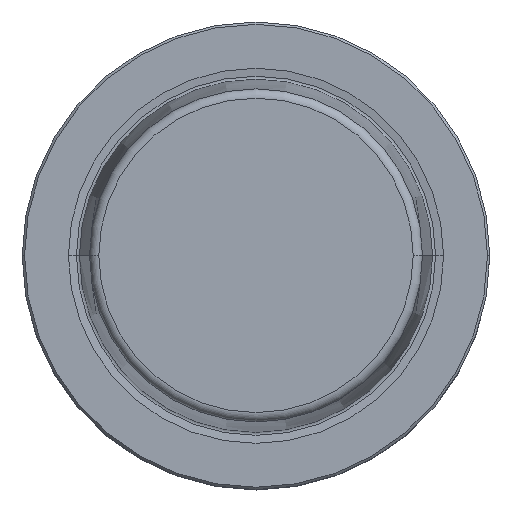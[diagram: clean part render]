
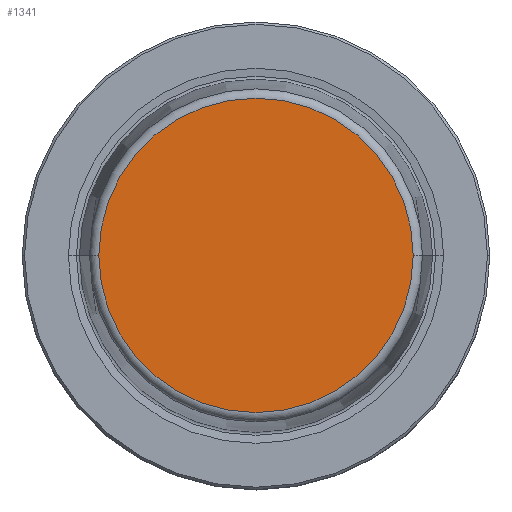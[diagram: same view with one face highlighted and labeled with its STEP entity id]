
A CAD part, top view. The second image highlights one B-rep face of the part: STEP entity #1341.
In plain terms, the highlighted planar face has unit normal (0, 0, 1).
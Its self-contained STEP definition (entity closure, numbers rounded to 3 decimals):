
#328=CARTESIAN_POINT('',(0.,0.,19.9));
#329=DIRECTION('',(0.,0.,1.));
#330=DIRECTION('',(1.,0.,0.));
#331=AXIS2_PLACEMENT_3D('',#328,#329,#330);
#336=CARTESIAN_POINT('',(0.,0.,19.9));
#337=DIRECTION('',(0.,0.,-1.));
#338=DIRECTION('',(1.,0.,0.));
#339=AXIS2_PLACEMENT_3D('',#336,#337,#338);
#946=CARTESIAN_POINT('',(13.446,0.,19.9));
#947=VERTEX_POINT('',#946);
#962=CARTESIAN_POINT('',(-13.446,0.,19.9));
#963=VERTEX_POINT('',#962);
#1332=CARTESIAN_POINT('',(0.,0.,19.9));
#1333=DIRECTION('',(0.,0.,-1.));
#1334=DIRECTION('',(-1.,0.,0.));
#1335=AXIS2_PLACEMENT_3D('',#1332,#1333,#1334);
#1336=PLANE('',#1335);
#1337=ORIENTED_EDGE('',*,*,#1325,.F.);
#1338=ORIENTED_EDGE('',*,*,#1314,.T.);
#1339=EDGE_LOOP('',(#1337,#1338));
#1340=FACE_OUTER_BOUND('',#1339,.F.);
#1341=ADVANCED_FACE('',(#1340),#1336,.F.);
#332=CIRCLE('',#331,13.446);
#340=CIRCLE('',#339,13.446);
#1314=EDGE_CURVE('',#947,#963,#340,.T.);
#1325=EDGE_CURVE('',#947,#963,#332,.T.);
